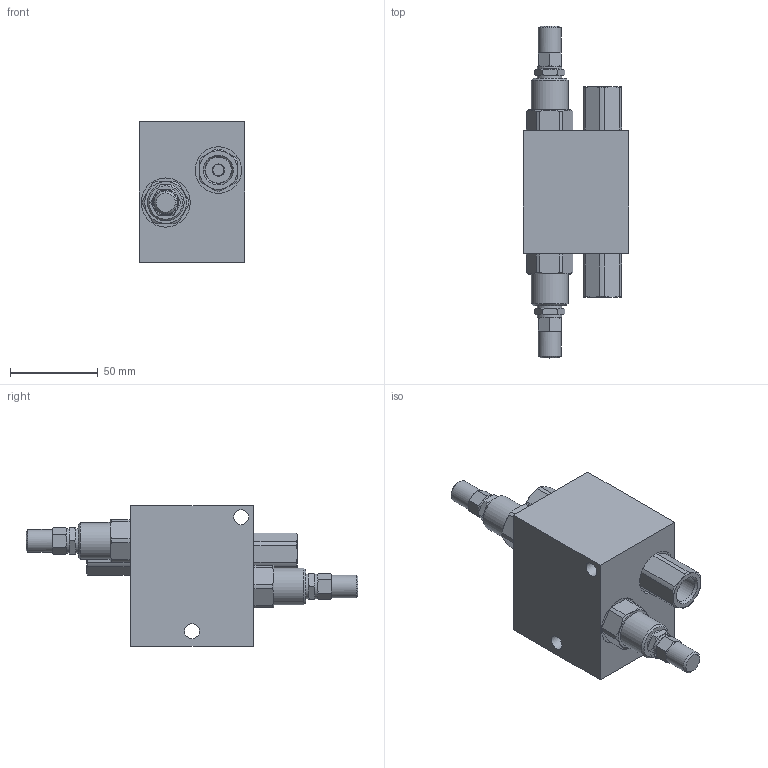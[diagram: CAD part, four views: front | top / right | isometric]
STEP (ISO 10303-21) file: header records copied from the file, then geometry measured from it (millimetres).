
FILE_DESCRIPTION(/* description */ ('Unknown'),/* implementation_level */ '2;1');
FILE_NAME(/* name */ 'V0444',/* time_stamp */ '2020-09-28T12:14:30+02:00',/* author */ ('Unknown'),/* organization */ ('Unknown'),/* preprocessor_version */ 'ST-DEVELOPER v16.7',/* originating_system */ 'DEX',/* authorisation */ $);
FILE_SCHEMA (('AUTOMOTIVE_DESIGN {1 0 10303 214 3 1 1}'));
Length unit declared in the file: millimetre
Products named in the file (1): V0444
Bounding box: 60 x 189.1 x 80 mm (x, y, z)
Volume: 366360 mm3; surface area: 58918.9 mm2
Topology: 19 solids, 19 shells, 404 faces, 898 edges, 544 vertices
Faces by surface type: plane 154, cone 116, cylinder 88, bspline 24, torus 18, sphere 4
Full cylindrical faces by diameter (mm): 6.667 x4, 7 x4, 8 x12, 8.5 x4, 13 x2, 14 x4, 14.7 x2, 15.2 x6, 16.662 x2, 17 x2, 21 x2, 25 x2, 26.5 x2, 28 x2
Entity records: 12684 total; most frequent: CARTESIAN_POINT 2573, DIRECTION 1602, ORIENTED_EDGE 1436, EDGE_CURVE 718, AXIS2_PLACEMENT_3D 717, EDGE_LOOP 566, FACE_BOUND 566, VERTEX_POINT 506
